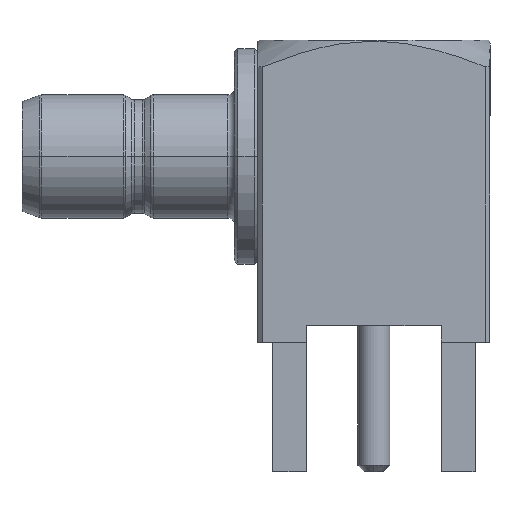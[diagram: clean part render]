
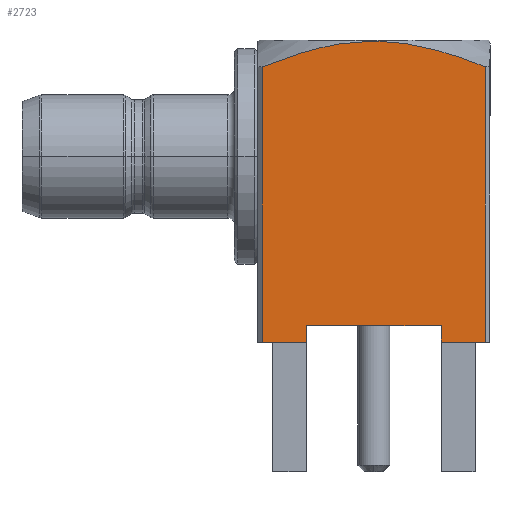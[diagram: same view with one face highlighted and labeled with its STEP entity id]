
A CAD part, top view. The second image highlights one B-rep face of the part: STEP entity #2723.
In plain terms, the highlighted planar face has unit normal (0, 0, 1).
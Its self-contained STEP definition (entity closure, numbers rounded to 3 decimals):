
#41 = CARTESIAN_POINT ( 'NONE',  ( 12.872, 3.1, 3.5 ) ) ;
#74 = CARTESIAN_POINT ( 'NONE',  ( 7.243, 2.692, 3.5 ) ) ;
#175 = LINE ( 'NONE', #2847, #3390 ) ;
#194 = CARTESIAN_POINT ( 'NONE',  ( 8.57, -5.6, 3.5 ) ) ;
#238 = VECTOR ( 'NONE', #2620, 1000. ) ;
#299 = EDGE_CURVE ( 'NONE', #1846, #3064, #3559, .T. ) ;
#350 = CARTESIAN_POINT ( 'NONE',  ( 11.753, 3.37, 3.5 ) ) ;
#369 = VECTOR ( 'NONE', #3654, 1000. ) ;
#370 = VERTEX_POINT ( 'NONE', #2525 ) ;
#377 = CARTESIAN_POINT ( 'NONE',  ( 13.957, 2.692, 3.5 ) ) ;
#379 = LINE ( 'NONE', #2980, #1224 ) ;
#397 = CARTESIAN_POINT ( 'NONE',  ( 10.6, 3.471, 3.5 ) ) ;
#409 = CARTESIAN_POINT ( 'NONE',  ( 12.63, -5.1, 3.5 ) ) ;
#429 = CARTESIAN_POINT ( 'NONE',  ( 7.243, 6.837, 3.5 ) ) ;
#458 = CARTESIAN_POINT ( 'NONE',  ( 8.332, 3.101, 3.5 ) ) ;
#521 = EDGE_CURVE ( 'NONE', #370, #1846, #2437, .T. ) ;
#624 = ORIENTED_EDGE ( 'NONE', *, *, #1280, .F. ) ;
#661 = CARTESIAN_POINT ( 'NONE',  ( 13.421, 2.906, 3.5 ) ) ;
#678 = CARTESIAN_POINT ( 'NONE',  ( 10.889, 3.471, 3.5 ) ) ;
#687 = ORIENTED_EDGE ( 'NONE', *, *, #1835, .T. ) ;
#717 = ORIENTED_EDGE ( 'NONE', *, *, #2190, .F. ) ;
#786 = CARTESIAN_POINT ( 'NONE',  ( 7.243, 2.692, 3.5 ) ) ;
#798 = DIRECTION ( 'NONE',  ( 1., 0., 0. ) ) ;
#867 = DIRECTION ( 'NONE',  ( 0., 1., 0. ) ) ;
#1002 = ORIENTED_EDGE ( 'NONE', *, *, #299, .T. ) ;
#1061 = VERTEX_POINT ( 'NONE', #397 ) ;
#1085 = DIRECTION ( 'NONE',  ( -1., 0., 0. ) ) ;
#1217 = LINE ( 'NONE', #1685, #369 ) ;
#1224 = VECTOR ( 'NONE', #798, 1000. ) ;
#1280 = EDGE_CURVE ( 'NONE', #2065, #1498, #1217, .T. ) ;
#1284 = CARTESIAN_POINT ( 'NONE',  ( 13.957, 2.692, 3.5 ) ) ;
#1324 = DIRECTION ( 'NONE',  ( 0., 0., 1. ) ) ;
#1498 = VERTEX_POINT ( 'NONE', #194 ) ;
#1596 = ORIENTED_EDGE ( 'NONE', *, *, #521, .T. ) ;
#1628 = CARTESIAN_POINT ( 'NONE',  ( 8.57, -5.1, 3.5 ) ) ;
#1685 = CARTESIAN_POINT ( 'NONE',  ( 8.57, -5.1, 3.5 ) ) ;
#1833 = EDGE_CURVE ( 'NONE', #3069, #3760, #3549, .T. ) ;
#1835 = EDGE_CURVE ( 'NONE', #2198, #370, #3457, .T. ) ;
#1846 = VERTEX_POINT ( 'NONE', #3241 ) ;
#1859 = EDGE_CURVE ( 'NONE', #1061, #3069, #2149, .T. ) ;
#1877 = EDGE_CURVE ( 'NONE', #3760, #1498, #379, .T. ) ;
#1916 = CARTESIAN_POINT ( 'NONE',  ( 12.63, -5.1, 3.5 ) ) ;
#1924 = CARTESIAN_POINT ( 'NONE',  ( 13.957, 6.837, 3.5 ) ) ;
#1966 = ORIENTED_EDGE ( 'NONE', *, *, #1833, .T. ) ;
#2018 = CARTESIAN_POINT ( 'NONE',  ( 10.6, 3.471, 3.5 ) ) ;
#2035 = EDGE_CURVE ( 'NONE', #3064, #1061, #3653, .T. ) ;
#2043 = CARTESIAN_POINT ( 'NONE',  ( 10.018, 3.471, 3.5 ) ) ;
#2065 = VERTEX_POINT ( 'NONE', #1628 ) ;
#2149 = B_SPLINE_CURVE_WITH_KNOTS ( 'NONE', 3,
 ( #2018, #2043, #2355, #458, #2651, #786 ),
 .UNSPECIFIED., .F., .F.,
 ( 4, 2, 4 ),
 ( 0.007, 0.009, 0.011 ),
 .UNSPECIFIED. ) ;
#2190 = EDGE_CURVE ( 'NONE', #2198, #2065, #175, .T. ) ;
#2198 = VERTEX_POINT ( 'NONE', #1916 ) ;
#2251 = CARTESIAN_POINT ( 'NONE',  ( 12.035, 3.313, 3.5 ) ) ;
#2355 = CARTESIAN_POINT ( 'NONE',  ( 9.45, 3.385, 3.5 ) ) ;
#2430 = ORIENTED_EDGE ( 'NONE', *, *, #1877, .T. ) ;
#2437 = LINE ( 'NONE', #3848, #3161 ) ;
#2525 = CARTESIAN_POINT ( 'NONE',  ( 12.63, -5.6, 3.5 ) ) ;
#2549 = CARTESIAN_POINT ( 'NONE',  ( 11.181, 3.45, 3.5 ) ) ;
#2568 = ORIENTED_EDGE ( 'NONE', *, *, #1859, .T. ) ;
#2620 = DIRECTION ( 'NONE',  ( 0., -1., 0. ) ) ;
#2651 = CARTESIAN_POINT ( 'NONE',  ( 7.78, 2.906, 3.5 ) ) ;
#2723 = ADVANCED_FACE ( 'NONE', ( #3369 ), #3474, .T. ) ;
#2743 = VECTOR ( 'NONE', #2937, 1000. ) ;
#2751 = CARTESIAN_POINT ( 'NONE',  ( 7.243, -5.6, 3.5 ) ) ;
#2847 = CARTESIAN_POINT ( 'NONE',  ( 8.57, -5.1, 3.5 ) ) ;
#2861 = CARTESIAN_POINT ( 'NONE',  ( 10.6, 3.471, 3.5 ) ) ;
#2937 = DIRECTION ( 'NONE',  ( 0., -1., 0. ) ) ;
#2980 = CARTESIAN_POINT ( 'NONE',  ( 7.1, -5.6, 3.5 ) ) ;
#3012 = ORIENTED_EDGE ( 'NONE', *, *, #2035, .T. ) ;
#3064 = VERTEX_POINT ( 'NONE', #377 ) ;
#3069 = VERTEX_POINT ( 'NONE', #74 ) ;
#3161 = VECTOR ( 'NONE', #3368, 1000. ) ;
#3184 = CARTESIAN_POINT ( 'NONE',  ( 7.1, -9.5, 3.5 ) ) ;
#3241 = CARTESIAN_POINT ( 'NONE',  ( 13.957, -5.6, 3.5 ) ) ;
#3368 = DIRECTION ( 'NONE',  ( 1., 0., 0. ) ) ;
#3369 = FACE_OUTER_BOUND ( 'NONE', #3989, .T. ) ;
#3390 = VECTOR ( 'NONE', #1085, 1000. ) ;
#3457 = LINE ( 'NONE', #409, #2743 ) ;
#3468 = VECTOR ( 'NONE', #867, 1000. ) ;
#3474 = PLANE ( 'NONE',  #3497 ) ;
#3484 = DIRECTION ( 'NONE',  ( -1., 0., 0. ) ) ;
#3497 = AXIS2_PLACEMENT_3D ( 'NONE', #3184, #1324, #3484 ) ;
#3549 = LINE ( 'NONE', #429, #238 ) ;
#3559 = LINE ( 'NONE', #1924, #3468 ) ;
#3653 = B_SPLINE_CURVE_WITH_KNOTS ( 'NONE', 3,
 ( #1284, #661, #41, #2251, #350, #2549, #678, #2861 ),
 .UNSPECIFIED., .F., .F.,
 ( 4, 2, 2, 4 ),
 ( 0.004, 0.006, 0.006, 0.007 ),
 .UNSPECIFIED. ) ;
#3654 = DIRECTION ( 'NONE',  ( 0., -1., 0. ) ) ;
#3760 = VERTEX_POINT ( 'NONE', #2751 ) ;
#3848 = CARTESIAN_POINT ( 'NONE',  ( 7.1, -5.6, 3.5 ) ) ;
#3989 = EDGE_LOOP ( 'NONE', ( #624, #717, #687, #1596, #1002, #3012, #2568, #1966, #2430 ) ) ;
